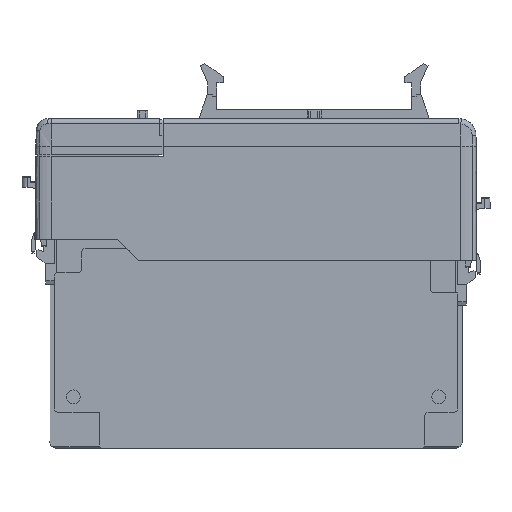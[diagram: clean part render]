
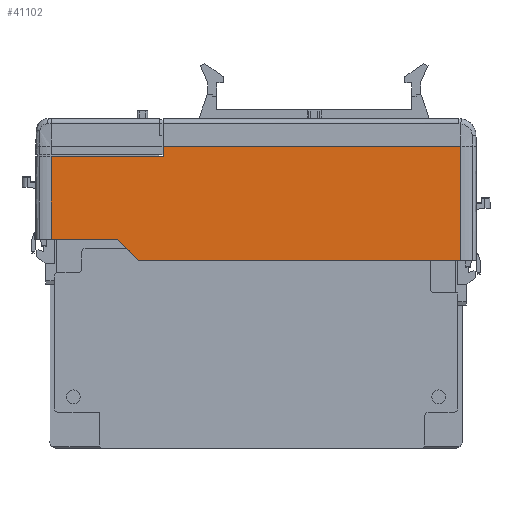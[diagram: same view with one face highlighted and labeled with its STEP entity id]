
A CAD part, left-side view. The second image highlights one B-rep face of the part: STEP entity #41102.
In plain terms, the highlighted planar face has unit normal (-1, 0, 0.009).
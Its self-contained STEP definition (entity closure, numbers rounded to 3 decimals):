
#1763 = CARTESIAN_POINT ( 'NONE',  ( 101.596, -3.768, -85.997 ) ) ;
#1766 = CARTESIAN_POINT ( 'NONE',  ( 101.596, 82.72, -85.997 ) ) ;
#1767 = DIRECTION ( 'NONE',  ( 0., -1., 0. ) ) ;
#1768 = VECTOR ( 'NONE', #1767, 1000. ) ;
#1769 = CARTESIAN_POINT ( 'NONE',  ( 101.596, -3.768, -85.997 ) ) ;
#1770 = LINE ( 'NONE', #1769, #1768 ) ;
#1963 = DIRECTION ( 'NONE',  ( 0., -1., 0. ) ) ;
#1964 = VECTOR ( 'NONE', #1963, 1000. ) ;
#1965 = CARTESIAN_POINT ( 'NONE',  ( 101.57, -3.768, -88.997 ) ) ;
#1969 = LINE ( 'NONE', #1965, #1964 ) ;
#2030 = CARTESIAN_POINT ( 'NONE',  ( 101.57, 82.746, -88.997 ) ) ;
#2031 = CARTESIAN_POINT ( 'NONE',  ( 101.57, 115.315, -88.997 ) ) ;
#2159 = DIRECTION ( 'NONE',  ( 0.009, 0., 1. ) ) ;
#2160 = DIRECTION ( 'NONE',  ( -1., 0., 0.009 ) ) ;
#2161 = CARTESIAN_POINT ( 'NONE',  ( 101.306, -3.768, -119.226 ) ) ;
#2162 = AXIS2_PLACEMENT_3D ( 'NONE', #2161, #2160, #2159 ) ;
#2163 = PLANE ( 'NONE',  #2162 ) ;
#2164 = FACE_OUTER_BOUND ( 'NONE', #41103, .T. ) ;
#2179 = DIRECTION ( 'NONE',  ( -0.009, 0., -1. ) ) ;
#2180 = VECTOR ( 'NONE', #2179, 1000. ) ;
#2181 = CARTESIAN_POINT ( 'NONE',  ( 101.307, -3.768, -119.122 ) ) ;
#2182 = LINE ( 'NONE', #2181, #2180 ) ;
#2183 = DIRECTION ( 'NONE',  ( -0.009, 0., -1. ) ) ;
#2184 = VECTOR ( 'NONE', #2183, 1000. ) ;
#2185 = CARTESIAN_POINT ( 'NONE',  ( 101.307, 115.315, -119.122 ) ) ;
#2186 = LINE ( 'NONE', #2185, #2184 ) ;
#2187 = DIRECTION ( 'NONE',  ( 0.009, -0.009, 1. ) ) ;
#2188 = VECTOR ( 'NONE', #2187, 1000. ) ;
#2189 = CARTESIAN_POINT ( 'NONE',  ( 101.646, 82.67, -80.274 ) ) ;
#2190 = LINE ( 'NONE', #2189, #2188 ) ;
#25759 = EDGE_CURVE ( 'NONE', #25805, #25768, #37471, .T. ) ;
#25767 = EDGE_CURVE ( 'NONE', #25783, #25768, #37451, .T. ) ;
#25768 = VERTEX_POINT ( 'NONE', #37447 ) ;
#25783 = VERTEX_POINT ( 'NONE', #37476 ) ;
#25805 = VERTEX_POINT ( 'NONE', #37562 ) ;
#26196 = EDGE_CURVE ( 'NONE', #26197, #25805, #38149, .T. ) ;
#26197 = VERTEX_POINT ( 'NONE', #38145 ) ;
#37447 = CARTESIAN_POINT ( 'NONE',  ( 101.306, 89.956, -119.226 ) ) ;
#37448 = DIRECTION ( 'NONE',  ( 0., 1., 0. ) ) ;
#37449 = VECTOR ( 'NONE', #37448, 1000. ) ;
#37450 = CARTESIAN_POINT ( 'NONE',  ( 101.306, 0., -119.226 ) ) ;
#37451 = LINE ( 'NONE', #37450, #37449 ) ;
#37468 = DIRECTION ( 'NONE',  ( -0.006, -0.707, -0.707 ) ) ;
#37469 = VECTOR ( 'NONE', #37468, 1000. ) ;
#37470 = CARTESIAN_POINT ( 'NONE',  ( 100.897, 43.096, -166.087 ) ) ;
#37471 = LINE ( 'NONE', #37470, #37469 ) ;
#37476 = CARTESIAN_POINT ( 'NONE',  ( 101.306, -3.768, -119.226 ) ) ;
#37562 = CARTESIAN_POINT ( 'NONE',  ( 101.36, 96.056, -113.126 ) ) ;
#38145 = CARTESIAN_POINT ( 'NONE',  ( 101.36, 115.315, -113.126 ) ) ;
#38146 = DIRECTION ( 'NONE',  ( 0., -1., 0. ) ) ;
#38147 = VECTOR ( 'NONE', #38146, 1000. ) ;
#38148 = CARTESIAN_POINT ( 'NONE',  ( 101.36, -3.768, -113.126 ) ) ;
#38149 = LINE ( 'NONE', #38148, #38147 ) ;
#40889 = EDGE_CURVE ( 'NONE', #40890, #40892, #1770, .T. ) ;
#40890 = VERTEX_POINT ( 'NONE', #1766 ) ;
#40892 = VERTEX_POINT ( 'NONE', #1763 ) ;
#41019 = EDGE_CURVE ( 'NONE', #41020, #41021, #1969, .T. ) ;
#41020 = VERTEX_POINT ( 'NONE', #2031 ) ;
#41021 = VERTEX_POINT ( 'NONE', #2030 ) ;
#41102 = ADVANCED_FACE ( 'NONE', ( #2164 ), #2163, .T. ) ;
#41103 = EDGE_LOOP ( 'NONE', ( #41118, #41119, #41121, #41122, #41124, #41125, #41126, #41127 ) ) ;
#41118 = ORIENTED_EDGE ( 'NONE', *, *, #40889, .F. ) ;
#41119 = ORIENTED_EDGE ( 'NONE', *, *, #41120, .F. ) ;
#41120 = EDGE_CURVE ( 'NONE', #41021, #40890, #2190, .T. ) ;
#41121 = ORIENTED_EDGE ( 'NONE', *, *, #41019, .F. ) ;
#41122 = ORIENTED_EDGE ( 'NONE', *, *, #41123, .T. ) ;
#41123 = EDGE_CURVE ( 'NONE', #41020, #26197, #2186, .T. ) ;
#41124 = ORIENTED_EDGE ( 'NONE', *, *, #26196, .T. ) ;
#41125 = ORIENTED_EDGE ( 'NONE', *, *, #25759, .T. ) ;
#41126 = ORIENTED_EDGE ( 'NONE', *, *, #25767, .F. ) ;
#41127 = ORIENTED_EDGE ( 'NONE', *, *, #41128, .F. ) ;
#41128 = EDGE_CURVE ( 'NONE', #40892, #25783, #2182, .T. ) ;
